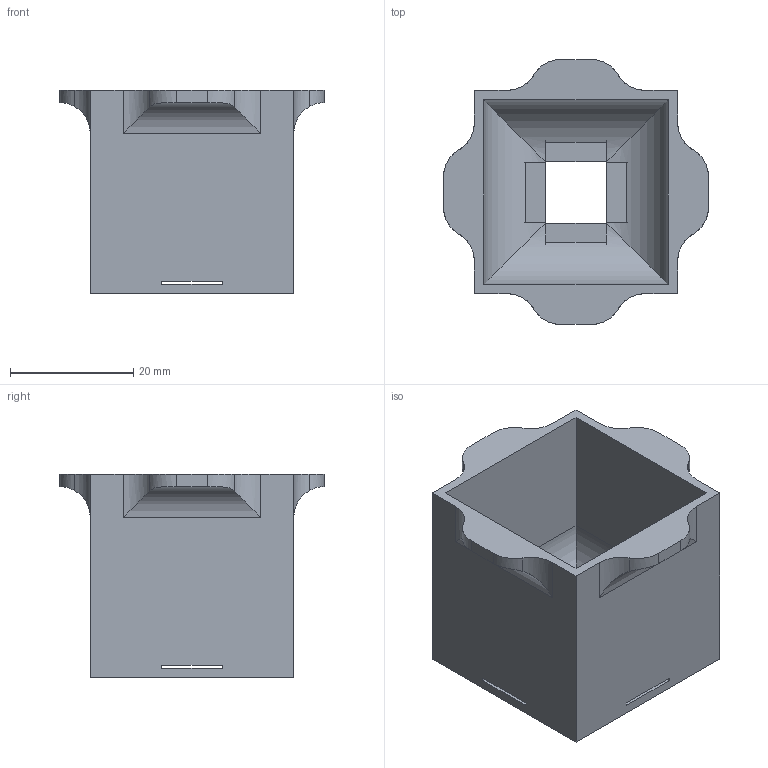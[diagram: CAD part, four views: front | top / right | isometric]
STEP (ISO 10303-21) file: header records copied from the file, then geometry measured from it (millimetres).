
FILE_DESCRIPTION(('CATIA V5 STEP','CAx-IF Rec.Pracs.--- Model Styling and Organization---1.2---2011-12-15'),'2;1');
FILE_NAME('stenope.stp','2014-05-28T13:08:30+00:00',('none'),('none'),'CATIA Version 5 Release 21 SP 2 (IN-10)','CATIA V5 STEP AP214','none');
FILE_SCHEMA(('AUTOMOTIVE_DESIGN { 1 0 10303 214 1 1 1 1 }'));
Length unit declared in the file: millimetre
Products named in the file (1): Part6
Bounding box: 43 x 43 x 33 mm (x, y, z)
Volume: 10349.5 mm3; surface area: 10733.3 mm2
Topology: 1 solids, 1 shells, 58 faces, 164 edges, 104 vertices
Faces by surface type: plane 34, cylinder 24
Entity records: 1943 total; most frequent: CARTESIAN_POINT 489, ORIENTED_EDGE 328, DIRECTION 240, EDGE_CURVE 164, VECTOR 120, LINE 120, VERTEX_POINT 104, AXIS2_PLACEMENT_3D 73
